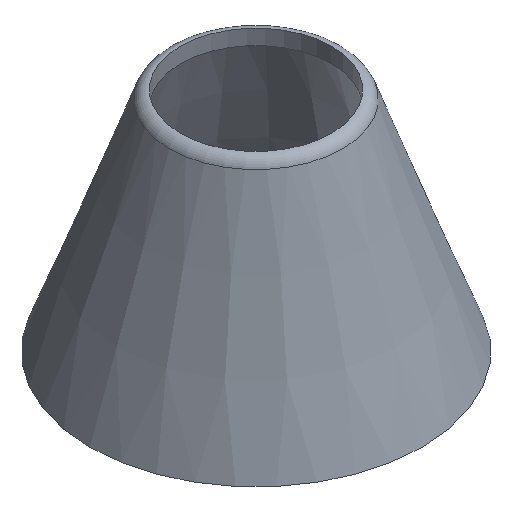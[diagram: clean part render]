
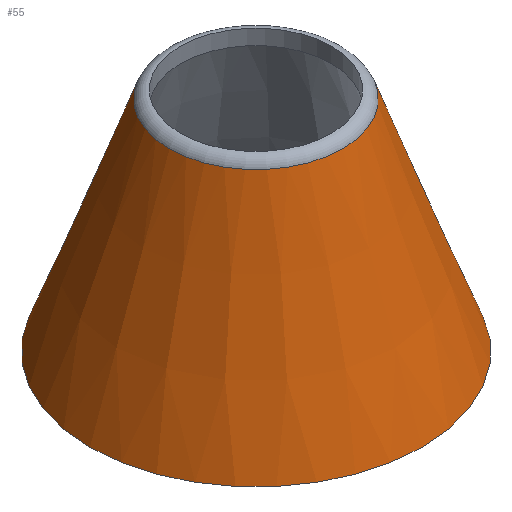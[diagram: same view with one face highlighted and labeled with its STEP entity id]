
A CAD part, isometric view. The second image highlights one B-rep face of the part: STEP entity #55.
In plain terms, the highlighted conical face has half-angle 20 degrees and reference radius 8.366 mm.
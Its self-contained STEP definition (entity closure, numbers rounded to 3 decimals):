
#55=ADVANCED_FACE('',(#79,#81),#83,.T.);
#79=FACE_OUTER_BOUND('',#80,.T.);
#80=EDGE_LOOP('',(#138));
#81=FACE_OUTER_BOUND('',#82,.T.);
#82=EDGE_LOOP('',(#139));
#83=CONICAL_SURFACE('',#84,8.366,0.349);
#84=AXIS2_PLACEMENT_3D('',#85,#86,#87);
#85=CARTESIAN_POINT('',(0.,0.,7.237));
#86=DIRECTION('',(0.,0.,-1.));
#87=DIRECTION('',(1.,0.,0.));
#138=ORIENTED_EDGE('',*,*,#155,.F.);
#139=ORIENTED_EDGE('',*,*,#156,.T.);
#155=EDGE_CURVE('',#168,#168,#169,.T.);
#156=EDGE_CURVE('',#170,#170,#171,.T.);
#168=VERTEX_POINT('',#198);
#169=CIRCLE('',#199,5.732);
#170=VERTEX_POINT('',#203);
#171=CIRCLE('',#204,11.);
#198=CARTESIAN_POINT('',(-5.732,0.,14.474));
#199=AXIS2_PLACEMENT_3D('',#200,#201,#202);
#200=CARTESIAN_POINT('',(0.,0.,14.474));
#201=DIRECTION('',(0.,0.,1.));
#202=DIRECTION('',(-1.,0.,0.));
#203=CARTESIAN_POINT('',(-11.,0.,0.));
#204=AXIS2_PLACEMENT_3D('',#205,#206,#207);
#205=CARTESIAN_POINT('',(0.,0.,0.));
#206=DIRECTION('',(0.,0.,1.));
#207=DIRECTION('',(-1.,0.,0.));
